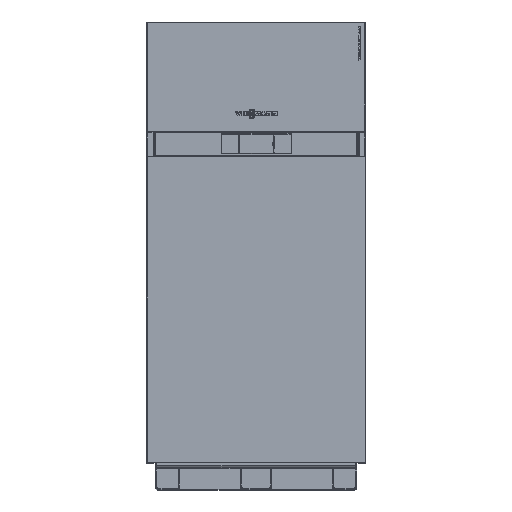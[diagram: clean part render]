
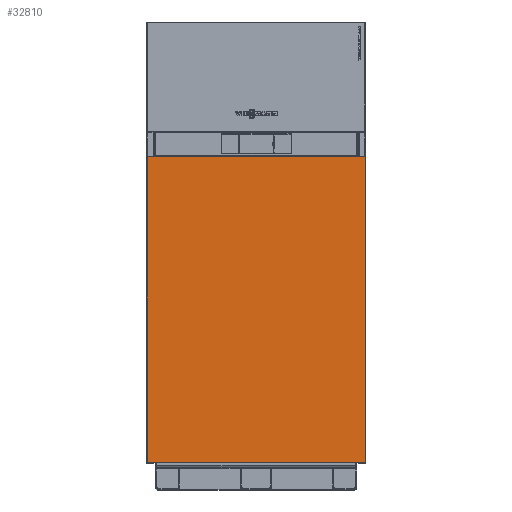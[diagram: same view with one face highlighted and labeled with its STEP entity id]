
A CAD part, top view. The second image highlights one B-rep face of the part: STEP entity #32810.
In plain terms, the highlighted planar face has unit normal (0, 0, 1).
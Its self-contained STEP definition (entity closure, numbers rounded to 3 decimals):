
#1094=PLANE('',#35591);
#2275=FACE_OUTER_BOUND('',#3596,.T.);
#3596=EDGE_LOOP('',(#28001,#28002,#28003,#28004,#28005,#28006,#28007,#28008));
#6613=LINE('',#54959,#10385);
#6657=LINE('',#55156,#10429);
#6658=LINE('',#55158,#10430);
#6659=LINE('',#55160,#10431);
#6660=LINE('',#55162,#10432);
#6661=LINE('',#55163,#10433);
#6662=LINE('',#55165,#10434);
#6663=LINE('',#55166,#10435);
#10385=VECTOR('',#42831,0.039);
#10429=VECTOR('',#43003,0.039);
#10430=VECTOR('',#43004,0.039);
#10431=VECTOR('',#43005,0.039);
#10432=VECTOR('',#43006,0.039);
#10433=VECTOR('',#43007,0.039);
#10434=VECTOR('',#43008,0.039);
#10435=VECTOR('',#43009,0.039);
#15800=VERTEX_POINT('',#54956);
#15801=VERTEX_POINT('',#54958);
#15855=VERTEX_POINT('',#55154);
#15856=VERTEX_POINT('',#55155);
#15857=VERTEX_POINT('',#55157);
#15858=VERTEX_POINT('',#55159);
#15859=VERTEX_POINT('',#55161);
#15860=VERTEX_POINT('',#55164);
#20868=EDGE_CURVE('',#15801,#15800,#6613,.T.);
#20956=EDGE_CURVE('',#15855,#15856,#6657,.T.);
#20957=EDGE_CURVE('',#15855,#15857,#6658,.T.);
#20958=EDGE_CURVE('',#15858,#15857,#6659,.T.);
#20959=EDGE_CURVE('',#15859,#15858,#6660,.T.);
#20960=EDGE_CURVE('',#15801,#15859,#6661,.T.);
#20961=EDGE_CURVE('',#15860,#15800,#6662,.T.);
#20962=EDGE_CURVE('',#15856,#15860,#6663,.T.);
#28001=ORIENTED_EDGE('',*,*,#20956,.F.);
#28002=ORIENTED_EDGE('',*,*,#20957,.T.);
#28003=ORIENTED_EDGE('',*,*,#20958,.F.);
#28004=ORIENTED_EDGE('',*,*,#20959,.F.);
#28005=ORIENTED_EDGE('',*,*,#20960,.F.);
#28006=ORIENTED_EDGE('',*,*,#20868,.T.);
#28007=ORIENTED_EDGE('',*,*,#20961,.F.);
#28008=ORIENTED_EDGE('',*,*,#20962,.F.);
#32810=ADVANCED_FACE('',(#2275),#1094,.T.);
#35591=AXIS2_PLACEMENT_3D('',#55153,#43001,#43002);
#42831=DIRECTION('',(0.,-1.,0.));
#43001=DIRECTION('center_axis',(0.,0.,
1.));
#43002=DIRECTION('ref_axis',(1.,0.,0.));
#43003=DIRECTION('',(-1.,0.,0.));
#43004=DIRECTION('',(0.,1.,0.));
#43005=DIRECTION('',(1.,0.,0.));
#43006=DIRECTION('',(1.,0.,0.));
#43007=DIRECTION('',(1.,0.,0.));
#43008=DIRECTION('',(-1.,0.,0.));
#43009=DIRECTION('',(-1.,0.,0.));
#54956=CARTESIAN_POINT('',(-34.536,4.803,0.));
#54958=CARTESIAN_POINT('',(-34.536,59.725,0.));
#54959=CARTESIAN_POINT('',(-34.536,59.764,0.));
#55153=CARTESIAN_POINT('Origin',(4.558,4.764,0.));
#55154=CARTESIAN_POINT('',(4.519,4.803,0.));
#55155=CARTESIAN_POINT('',(4.519,4.803,0.));
#55156=CARTESIAN_POINT('',(-34.536,4.803,0.));
#55157=CARTESIAN_POINT('',(4.519,59.725,0.));
#55158=CARTESIAN_POINT('',(4.519,4.764,0.));
#55159=CARTESIAN_POINT('',(4.519,59.725,0.));
#55160=CARTESIAN_POINT('',(4.519,59.725,0.));
#55161=CARTESIAN_POINT('',(-34.536,59.725,0.));
#55162=CARTESIAN_POINT('',(-34.536,59.725,0.));
#55163=CARTESIAN_POINT('',(4.519,59.725,0.));
#55164=CARTESIAN_POINT('',(-34.536,4.803,0.));
#55165=CARTESIAN_POINT('',(-34.536,4.803,0.));
#55166=CARTESIAN_POINT('',(4.519,4.803,0.));
